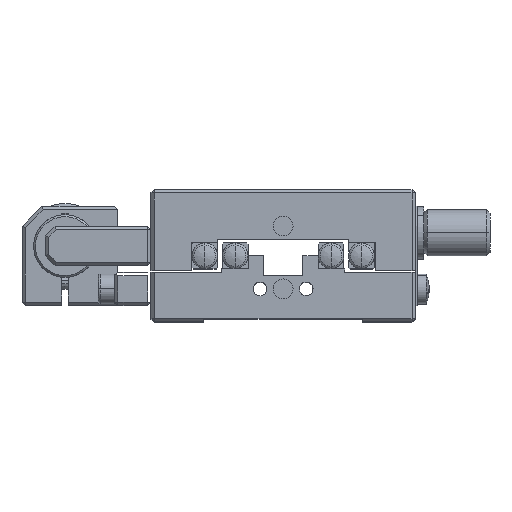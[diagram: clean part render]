
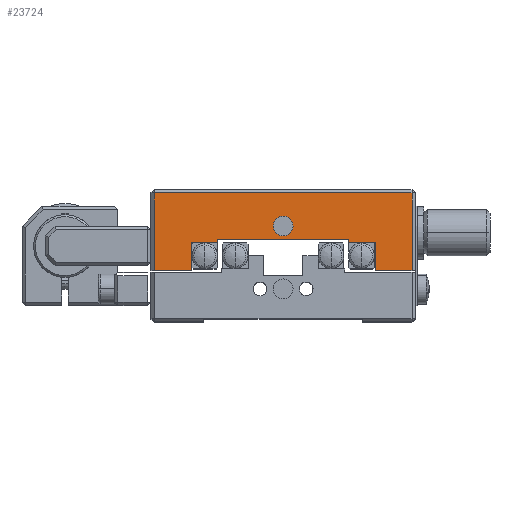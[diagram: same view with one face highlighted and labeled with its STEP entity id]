
A CAD part, top view. The second image highlights one B-rep face of the part: STEP entity #23724.
In plain terms, the highlighted planar face has unit normal (0, 0, 1).
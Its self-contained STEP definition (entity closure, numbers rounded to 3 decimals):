
#78 = EDGE_CURVE ( 'NONE', #372, #8776, #3121, .T. ) ;
#372 = VERTEX_POINT ( 'NONE', #8031 ) ;
#404 = CARTESIAN_POINT ( 'NONE',  ( -17.144, 2.391, 71.3 ) ) ;
#406 = CARTESIAN_POINT ( 'NONE',  ( 2.656, 2.891, 71.3 ) ) ;
#525 = VECTOR ( 'NONE', #9058, 1000. ) ;
#618 = VERTEX_POINT ( 'NONE', #6876 ) ;
#1206 = VECTOR ( 'NONE', #17653, 1000. ) ;
#1329 = VECTOR ( 'NONE', #3520, 1000. ) ;
#1361 = ORIENTED_EDGE ( 'NONE', *, *, #7601, .T. ) ;
#1421 = CARTESIAN_POINT ( 'NONE',  ( 2.656, 2.391, 71.3 ) ) ;
#1520 = ORIENTED_EDGE ( 'NONE', *, *, #3139, .F. ) ;
#1735 = DIRECTION ( 'NONE',  ( 0., 0., -1. ) ) ;
#1826 = DIRECTION ( 'NONE',  ( -1., 0., 0. ) ) ;
#2074 = DIRECTION ( 'NONE',  ( -1., 0., 0. ) ) ;
#2146 = DIRECTION ( 'NONE',  ( -1., 0., 0. ) ) ;
#2162 = VERTEX_POINT ( 'NONE', #18993 ) ;
#2275 = EDGE_CURVE ( 'NONE', #20462, #2611, #20197, .T. ) ;
#2348 = LINE ( 'NONE', #3136, #1206 ) ;
#2611 = VERTEX_POINT ( 'NONE', #11585 ) ;
#2740 = CARTESIAN_POINT ( 'NONE',  ( 6.756, 2.391, 71.3 ) ) ;
#2897 = CIRCLE ( 'NONE', #23718, 1.5 ) ;
#3121 = CIRCLE ( 'NONE', #19323, 1.5 ) ;
#3136 = CARTESIAN_POINT ( 'NONE',  ( -17.144, 2.891, 71.3 ) ) ;
#3139 = EDGE_CURVE ( 'NONE', #14594, #618, #14961, .T. ) ;
#3279 = FACE_OUTER_BOUND ( 'NONE', #16685, .T. ) ;
#3298 = VECTOR ( 'NONE', #23208, 1000. ) ;
#3492 = CARTESIAN_POINT ( 'NONE',  ( -5.744, 4.891, 71.3 ) ) ;
#3520 = DIRECTION ( 'NONE',  ( 0., 1., 0. ) ) ;
#4058 = DIRECTION ( 'NONE',  ( 0., 0., -1. ) ) ;
#4334 = CARTESIAN_POINT ( 'NONE',  ( -26.744, 9.891, 71.3 ) ) ;
#4355 = VERTEX_POINT ( 'NONE', #20992 ) ;
#4461 = LINE ( 'NONE', #15529, #21913 ) ;
#4484 = LINE ( 'NONE', #9947, #9327 ) ;
#4618 = DIRECTION ( 'NONE',  ( 1., 0., 0. ) ) ;
#4741 = CARTESIAN_POINT ( 'NONE',  ( -21.044, 2.391, 71.3 ) ) ;
#4933 = VERTEX_POINT ( 'NONE', #4334 ) ;
#5246 = EDGE_CURVE ( 'NONE', #8776, #372, #2897, .T. ) ;
#5295 = CARTESIAN_POINT ( 'NONE',  ( -17.144, 2.891, 71.3 ) ) ;
#5413 = LINE ( 'NONE', #19998, #525 ) ;
#5491 = VERTEX_POINT ( 'NONE', #23180 ) ;
#5617 = PLANE ( 'NONE',  #10620 ) ;
#6004 = LINE ( 'NONE', #5295, #15085 ) ;
#6081 = CARTESIAN_POINT ( 'NONE',  ( -21.044, 2.391, 71.3 ) ) ;
#6876 = CARTESIAN_POINT ( 'NONE',  ( -21.044, -1.809, 71.3 ) ) ;
#7047 = LINE ( 'NONE', #19723, #1329 ) ;
#7467 = EDGE_CURVE ( 'NONE', #20462, #21439, #5413, .T. ) ;
#7568 = CARTESIAN_POINT ( 'NONE',  ( 12.256, -1.809, 71.3 ) ) ;
#7601 = EDGE_CURVE ( 'NONE', #5491, #21439, #10007, .T. ) ;
#7623 = ORIENTED_EDGE ( 'NONE', *, *, #5246, .T. ) ;
#8031 = CARTESIAN_POINT ( 'NONE',  ( -8.744, 4.891, 71.3 ) ) ;
#8228 = VECTOR ( 'NONE', #23653, 1000. ) ;
#8482 = DIRECTION ( 'NONE',  ( -1., 0., 0. ) ) ;
#8775 = EDGE_CURVE ( 'NONE', #4933, #2162, #20236, .T. ) ;
#8776 = VERTEX_POINT ( 'NONE', #3492 ) ;
#9039 = CARTESIAN_POINT ( 'NONE',  ( 12.756, -1.809, 71.3 ) ) ;
#9058 = DIRECTION ( 'NONE',  ( -1., 0., 0. ) ) ;
#9273 = FACE_BOUND ( 'NONE', #12241, .T. ) ;
#9327 = VECTOR ( 'NONE', #10015, 1000. ) ;
#9353 = ORIENTED_EDGE ( 'NONE', *, *, #8775, .T. ) ;
#9497 = EDGE_CURVE ( 'NONE', #2162, #618, #4484, .T. ) ;
#9947 = CARTESIAN_POINT ( 'NONE',  ( 12.756, -1.809, 71.3 ) ) ;
#10007 = LINE ( 'NONE', #406, #13697 ) ;
#10015 = DIRECTION ( 'NONE',  ( 1., 0., 0. ) ) ;
#10347 = VERTEX_POINT ( 'NONE', #23581 ) ;
#10620 = AXIS2_PLACEMENT_3D ( 'NONE', #9039, #23760, #22064 ) ;
#10725 = VECTOR ( 'NONE', #23647, 1000. ) ;
#11585 = CARTESIAN_POINT ( 'NONE',  ( 6.756, -1.809, 71.3 ) ) ;
#12186 = DIRECTION ( 'NONE',  ( 0., -1., 0. ) ) ;
#12241 = EDGE_LOOP ( 'NONE', ( #7623, #13152 ) ) ;
#12312 = ORIENTED_EDGE ( 'NONE', *, *, #19459, .F. ) ;
#12732 = VERTEX_POINT ( 'NONE', #404 ) ;
#12947 = DIRECTION ( 'NONE',  ( 0., -1., 0. ) ) ;
#13152 = ORIENTED_EDGE ( 'NONE', *, *, #78, .T. ) ;
#13697 = VECTOR ( 'NONE', #12947, 1000. ) ;
#14338 = CARTESIAN_POINT ( 'NONE',  ( 12.756, 9.891, 71.3 ) ) ;
#14418 = LINE ( 'NONE', #14338, #10725 ) ;
#14594 = VERTEX_POINT ( 'NONE', #6081 ) ;
#14961 = LINE ( 'NONE', #4741, #3298 ) ;
#15026 = VERTEX_POINT ( 'NONE', #7568 ) ;
#15085 = VECTOR ( 'NONE', #2074, 1000. ) ;
#15432 = ORIENTED_EDGE ( 'NONE', *, *, #2275, .T. ) ;
#15438 = ORIENTED_EDGE ( 'NONE', *, *, #20710, .F. ) ;
#15529 = CARTESIAN_POINT ( 'NONE',  ( 12.756, -1.809, 71.3 ) ) ;
#15627 = ORIENTED_EDGE ( 'NONE', *, *, #23109, .T. ) ;
#15928 = CARTESIAN_POINT ( 'NONE',  ( 6.756, 2.391, 71.3 ) ) ;
#16247 = CARTESIAN_POINT ( 'NONE',  ( -26.744, -1.809, 71.3 ) ) ;
#16685 = EDGE_LOOP ( 'NONE', ( #19190, #20366, #15627, #9353, #16945, #1520, #17513, #12312, #15438, #1361, #16968, #15432 ) ) ;
#16945 = ORIENTED_EDGE ( 'NONE', *, *, #9497, .T. ) ;
#16968 = ORIENTED_EDGE ( 'NONE', *, *, #7467, .F. ) ;
#17513 = ORIENTED_EDGE ( 'NONE', *, *, #20452, .F. ) ;
#17653 = DIRECTION ( 'NONE',  ( 0., -1., 0. ) ) ;
#18463 = VECTOR ( 'NONE', #12186, 1000. ) ;
#18993 = CARTESIAN_POINT ( 'NONE',  ( -26.744, -1.809, 71.3 ) ) ;
#19190 = ORIENTED_EDGE ( 'NONE', *, *, #22833, .T. ) ;
#19323 = AXIS2_PLACEMENT_3D ( 'NONE', #22370, #4058, #2146 ) ;
#19459 = EDGE_CURVE ( 'NONE', #4355, #12732, #2348, .T. ) ;
#19722 = VECTOR ( 'NONE', #8482, 1000. ) ;
#19723 = CARTESIAN_POINT ( 'NONE',  ( 12.256, -1.809, 71.3 ) ) ;
#19997 = LINE ( 'NONE', #2740, #19722 ) ;
#19998 = CARTESIAN_POINT ( 'NONE',  ( 6.756, 2.391, 71.3 ) ) ;
#20026 = CARTESIAN_POINT ( 'NONE',  ( -7.244, 4.891, 71.3 ) ) ;
#20197 = LINE ( 'NONE', #15928, #18463 ) ;
#20236 = LINE ( 'NONE', #16247, #8228 ) ;
#20366 = ORIENTED_EDGE ( 'NONE', *, *, #22391, .T. ) ;
#20452 = EDGE_CURVE ( 'NONE', #12732, #14594, #19997, .T. ) ;
#20462 = VERTEX_POINT ( 'NONE', #23303 ) ;
#20710 = EDGE_CURVE ( 'NONE', #5491, #4355, #6004, .T. ) ;
#20992 = CARTESIAN_POINT ( 'NONE',  ( -17.144, 2.891, 71.3 ) ) ;
#21439 = VERTEX_POINT ( 'NONE', #1421 ) ;
#21913 = VECTOR ( 'NONE', #4618, 1000. ) ;
#22064 = DIRECTION ( 'NONE',  ( 1., 0., 0. ) ) ;
#22370 = CARTESIAN_POINT ( 'NONE',  ( -7.244, 4.891, 71.3 ) ) ;
#22391 = EDGE_CURVE ( 'NONE', #15026, #10347, #7047, .T. ) ;
#22833 = EDGE_CURVE ( 'NONE', #2611, #15026, #4461, .T. ) ;
#23109 = EDGE_CURVE ( 'NONE', #10347, #4933, #14418, .T. ) ;
#23180 = CARTESIAN_POINT ( 'NONE',  ( 2.656, 2.891, 71.3 ) ) ;
#23208 = DIRECTION ( 'NONE',  ( 0., -1., 0. ) ) ;
#23303 = CARTESIAN_POINT ( 'NONE',  ( 6.756, 2.391, 71.3 ) ) ;
#23581 = CARTESIAN_POINT ( 'NONE',  ( 12.256, 9.891, 71.3 ) ) ;
#23647 = DIRECTION ( 'NONE',  ( -1., 0., 0. ) ) ;
#23653 = DIRECTION ( 'NONE',  ( 0., -1., 0. ) ) ;
#23718 = AXIS2_PLACEMENT_3D ( 'NONE', #20026, #1735, #1826 ) ;
#23724 = ADVANCED_FACE ( 'NONE', ( #3279, #9273 ), #5617, .T. ) ;
#23760 = DIRECTION ( 'NONE',  ( 0., 0., 1. ) ) ;
